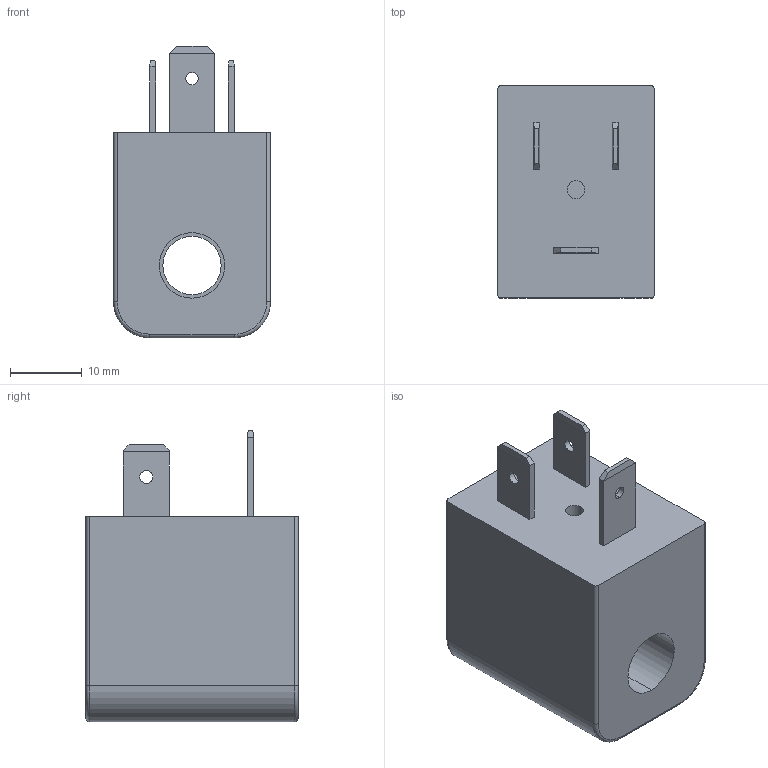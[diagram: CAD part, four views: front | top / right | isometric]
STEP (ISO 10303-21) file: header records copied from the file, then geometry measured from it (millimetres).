
FILE_DESCRIPTION (( 'STEP AP214' ), '1' );
FILE_NAME ('YPC-SC2-A4.STEP', '2018-08-27T09:39:23', ( '' ), ( '' ), 'SwSTEP 2.0', 'SolidWorks 2018', '' );
FILE_SCHEMA (( 'AUTOMOTIVE_DESIGN' ));
Length unit declared in the file: millimetre
Products named in the file (1): YPC-SC2-A4
Bounding box: 21.8 x 29.5 x 40.5 mm (x, y, z)
Volume: 16171 mm3; surface area: 5290.9 mm2
Topology: 1 solids, 1 shells, 62 faces, 150 edges, 96 vertices
Faces by surface type: plane 36, cylinder 22, bspline 4
Entity records: 2116 total; most frequent: CARTESIAN_POINT 381, DIRECTION 308, ORIENTED_EDGE 300, EDGE_CURVE 150, AXIS2_PLACEMENT_3D 103, LINE 102, VECTOR 102, VERTEX_POINT 96
